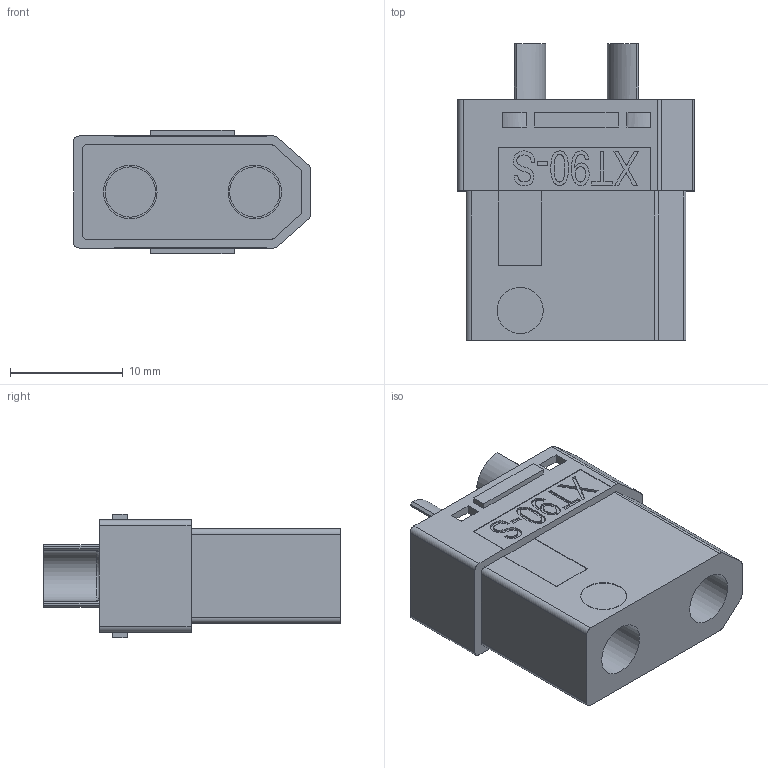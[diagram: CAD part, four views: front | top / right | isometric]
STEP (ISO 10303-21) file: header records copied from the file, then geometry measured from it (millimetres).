
FILE_DESCRIPTION(/* description */ (''),/* implementation_level */ '2;1');
FILE_NAME(/* name */ 'XT90_F.step',/* time_stamp */ '2020-06-07T16:28:05+09:00',/* author */ (''),/* organization */ (''),/* preprocessor_version */ 'ST-DEVELOPER v18.1',/* originating_system */ 'Autodesk Translation Framework v9.3.0.1241',/* authorisation */ '');
FILE_SCHEMA (('AUTOMOTIVE_DESIGN { 1 0 10303 214 3 1 1 }'));
Length unit declared in the file: millimetre
Products named in the file (4): XT90_FEMALE; コンポーネント1; コンポーネント2; コンポーネント3
Assembly tree (3 placements, depth 2):
  XT90_FEMALE
    コンポーネント1
    コンポーネント2
    コンポーネント3
Bounding box: 21.02 x 26.33 x 10.94 mm (x, y, z)
Volume: 2792.8 mm3; surface area: 2761.3 mm2
Topology: 3 solids, 3 shells, 237 faces, 645 edges, 430 vertices
Faces by surface type: plane 119, bspline 88, cylinder 26, torus 2, cone 2
Full cylindrical faces by diameter (mm): 4.1 x2, 4.46 x2, 4.75 x2, 5.6 x2, 8.6 x2
Entity records: 8136 total; most frequent: CARTESIAN_POINT 2283, ORIENTED_EDGE 1286, DIRECTION 1023, EDGE_CURVE 643, VERTEX_POINT 430, LINE 383, VECTOR 383, AXIS2_PLACEMENT_3D 320
